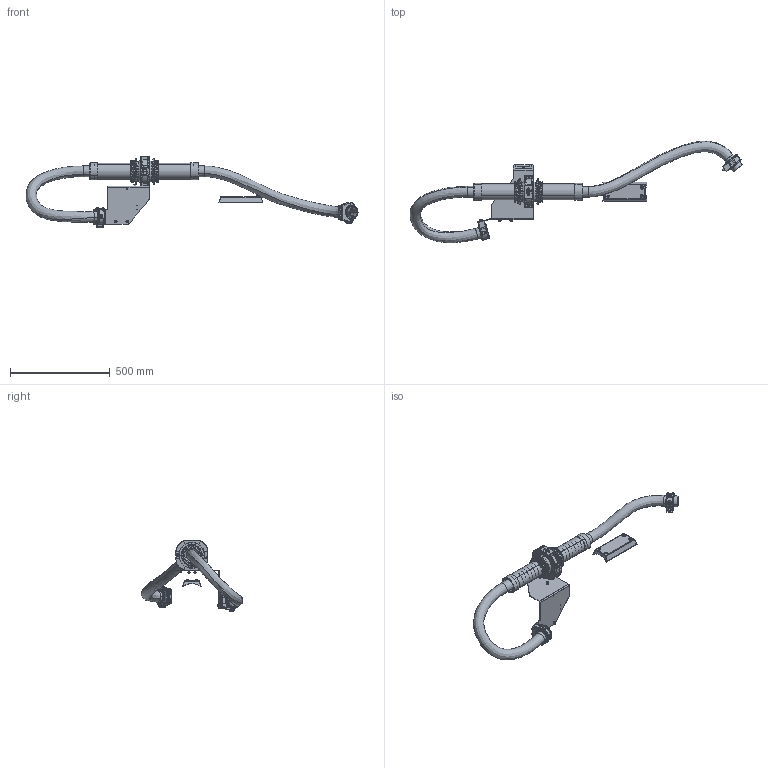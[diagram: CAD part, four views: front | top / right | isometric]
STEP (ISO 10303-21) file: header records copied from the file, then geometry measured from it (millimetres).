
FILE_DESCRIPTION (( 'STEP AP214' ), '1' );
FILE_NAME ('P2462-1.STEP', '2025-07-29T08:00:21', ( '' ), ( '' ), 'SwSTEP 2.0', 'SolidWorks 2024', '' );
FILE_SCHEMA (( 'AUTOMOTIVE_DESIGN' ));
Length unit declared in the file: millimetre
Products named in the file (1): P2462-1
Bounding box: 1667.66 x 509.13 x 358.87 mm (x, y, z)
Volume: 3295411.6 mm3; surface area: 1684314.2 mm2
Topology: 50 solids, 50 shells, 4093 faces, 10701 edges, 6818 vertices
Faces by surface type: plane 1375, bspline 956, cylinder 894, torus 488, cone 320, sphere 60
Entity records: 199250 total; most frequent: CARTESIAN_POINT 105336, ORIENTED_EDGE 21214, DIRECTION 17081, EDGE_CURVE 10607, VERTEX_POINT 6792, AXIS2_PLACEMENT_3D 6343, EDGE_LOOP 4399, VECTOR 4395
